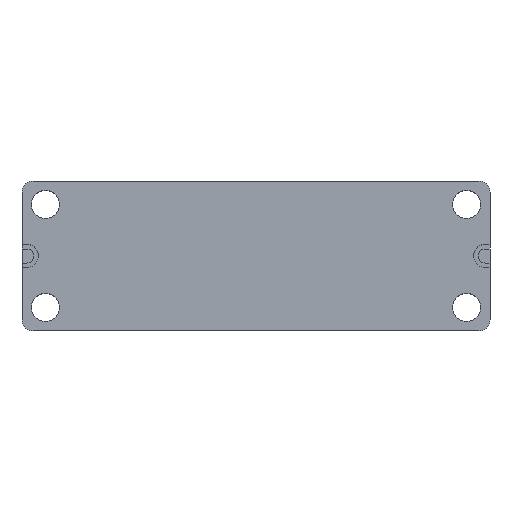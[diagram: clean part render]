
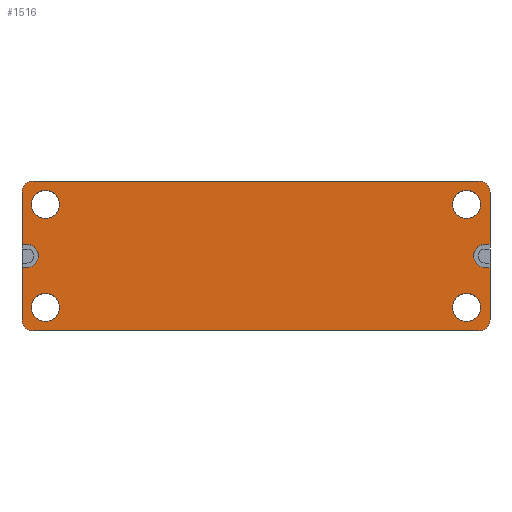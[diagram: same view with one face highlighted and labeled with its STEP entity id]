
A CAD part, top view. The second image highlights one B-rep face of the part: STEP entity #1516.
In plain terms, the highlighted planar face has unit normal (0, 0, 1).
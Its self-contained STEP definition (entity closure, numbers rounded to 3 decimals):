
#936=CARTESIAN_POINT('',(-10.668,-2.795,2.794));
#937=VERTEX_POINT('',#936);
#953=CARTESIAN_POINT('',(-12.192,-2.795,2.794));
#954=VERTEX_POINT('',#953);
#961=CARTESIAN_POINT('',(-11.43,-2.795,2.794));
#962=DIRECTION('',(0.0,0.0,-1.0));
#963=DIRECTION('',(1.0,0.0,0.0));
#964=AXIS2_PLACEMENT_3D('',#961,#962,#963);
#965=CIRCLE('',#964,0.762);
#966=EDGE_CURVE('',#937,#954,#965,.T.);
#978=CARTESIAN_POINT('',(-10.668,2.795,2.794));
#979=VERTEX_POINT('',#978);
#995=CARTESIAN_POINT('',(-12.192,2.795,2.794));
#996=VERTEX_POINT('',#995);
#1003=CARTESIAN_POINT('',(-11.43,2.795,2.794));
#1004=DIRECTION('',(0.0,0.0,-1.0));
#1005=DIRECTION('',(1.0,0.0,0.0));
#1006=AXIS2_PLACEMENT_3D('',#1003,#1004,#1005);
#1007=CIRCLE('',#1006,0.762);
#1008=EDGE_CURVE('',#979,#996,#1007,.T.);
#1020=CARTESIAN_POINT('',(12.192,-2.795,2.794));
#1021=VERTEX_POINT('',#1020);
#1037=CARTESIAN_POINT('',(10.668,-2.795,2.794));
#1038=VERTEX_POINT('',#1037);
#1045=CARTESIAN_POINT('',(11.43,-2.795,2.794));
#1046=DIRECTION('',(0.0,0.0,-1.0));
#1047=DIRECTION('',(1.0,0.0,0.0));
#1048=AXIS2_PLACEMENT_3D('',#1045,#1046,#1047);
#1049=CIRCLE('',#1048,0.762);
#1050=EDGE_CURVE('',#1021,#1038,#1049,.T.);
#1062=CARTESIAN_POINT('',(12.192,2.795,2.794));
#1063=VERTEX_POINT('',#1062);
#1079=CARTESIAN_POINT('',(10.668,2.795,2.794));
#1080=VERTEX_POINT('',#1079);
#1087=CARTESIAN_POINT('',(11.43,2.795,2.794));
#1088=DIRECTION('',(0.0,0.0,-1.0));
#1089=DIRECTION('',(1.0,0.0,0.0));
#1090=AXIS2_PLACEMENT_3D('',#1087,#1088,#1089);
#1091=CIRCLE('',#1090,0.762);
#1092=EDGE_CURVE('',#1063,#1080,#1091,.T.);
#1103=CARTESIAN_POINT('',(11.43,2.795,2.794));
#1104=DIRECTION('',(0.0,0.0,-1.0));
#1105=DIRECTION('',(1.0,0.0,0.0));
#1106=AXIS2_PLACEMENT_3D('',#1103,#1104,#1105);
#1107=CIRCLE('',#1106,0.762);
#1108=EDGE_CURVE('',#1080,#1063,#1107,.T.);
#1127=CARTESIAN_POINT('',(11.43,-2.795,2.794));
#1128=DIRECTION('',(0.0,0.0,-1.0));
#1129=DIRECTION('',(1.0,0.0,0.0));
#1130=AXIS2_PLACEMENT_3D('',#1127,#1128,#1129);
#1131=CIRCLE('',#1130,0.762);
#1132=EDGE_CURVE('',#1038,#1021,#1131,.T.);
#1150=CARTESIAN_POINT('',(12.7,3.465,2.794));
#1151=VERTEX_POINT('',#1150);
#1152=CARTESIAN_POINT('',(12.7,0.635,2.794));
#1153=VERTEX_POINT('',#1152);
#1154=CARTESIAN_POINT('',(12.7,3.465,2.794));
#1155=DIRECTION('',(0.0,-1.0,0.0));
#1156=VECTOR('',#1155,2.83);
#1157=LINE('',#1154,#1156);
#1158=EDGE_CURVE('',#1151,#1153,#1157,.T.);
#1190=CARTESIAN_POINT('',(12.446,0.635,2.794));
#1191=VERTEX_POINT('',#1190);
#1192=CARTESIAN_POINT('',(12.7,0.635,2.794));
#1193=DIRECTION('',(-1.0,0.0,0.0));
#1194=VECTOR('',#1193,0.254);
#1195=LINE('',#1192,#1194);
#1196=EDGE_CURVE('',#1153,#1191,#1195,.T.);
#1221=CARTESIAN_POINT('',(12.446,-0.635,2.794));
#1222=VERTEX_POINT('',#1221);
#1223=CARTESIAN_POINT('',(12.446,0.,2.794));
#1224=DIRECTION('',(0.0,0.0,1.0));
#1225=DIRECTION('',(-1.0,0.0,0.0));
#1226=AXIS2_PLACEMENT_3D('',#1223,#1224,#1225);
#1227=CIRCLE('',#1226,0.635);
#1228=EDGE_CURVE('',#1191,#1222,#1227,.T.);
#1254=CARTESIAN_POINT('',(12.7,-0.635,2.794));
#1255=VERTEX_POINT('',#1254);
#1256=CARTESIAN_POINT('',(12.446,-0.635,2.794));
#1257=DIRECTION('',(1.0,0.0,0.0));
#1258=VECTOR('',#1257,0.254);
#1259=LINE('',#1256,#1258);
#1260=EDGE_CURVE('',#1222,#1255,#1259,.T.);
#1285=CARTESIAN_POINT('',(12.7,-3.465,2.794));
#1286=VERTEX_POINT('',#1285);
#1287=CARTESIAN_POINT('',(12.7,-0.635,2.794));
#1288=DIRECTION('',(0.0,-1.0,0.0));
#1289=VECTOR('',#1288,2.83);
#1290=LINE('',#1287,#1289);
#1291=EDGE_CURVE('',#1255,#1286,#1290,.T.);
#1316=CARTESIAN_POINT('',(12.1,-4.065,2.794));
#1317=VERTEX_POINT('',#1316);
#1318=CARTESIAN_POINT('',(12.1,-3.465,2.794));
#1319=DIRECTION('',(0.0,0.0,-1.0));
#1320=DIRECTION('',(0.707,-0.707,0.0));
#1321=AXIS2_PLACEMENT_3D('',#1318,#1319,#1320);
#1322=CIRCLE('',#1321,0.6);
#1323=EDGE_CURVE('',#1286,#1317,#1322,.T.);
#1349=CARTESIAN_POINT('',(12.1,4.065,2.794));
#1350=VERTEX_POINT('',#1349);
#1351=CARTESIAN_POINT('',(12.1,3.465,2.794));
#1352=DIRECTION('',(0.0,0.0,-1.0));
#1353=DIRECTION('',(0.707,0.707,0.0));
#1354=AXIS2_PLACEMENT_3D('',#1351,#1352,#1353);
#1355=CIRCLE('',#1354,0.6);
#1356=EDGE_CURVE('',#1350,#1151,#1355,.T.);
#1382=CARTESIAN_POINT('',(-12.1,-4.065,2.794));
#1383=VERTEX_POINT('',#1382);
#1384=CARTESIAN_POINT('',(12.1,-4.065,2.794));
#1385=DIRECTION('',(-1.0,0.0,0.0));
#1386=VECTOR('',#1385,24.2);
#1387=LINE('',#1384,#1386);
#1388=EDGE_CURVE('',#1317,#1383,#1387,.T.);
#1408=CARTESIAN_POINT('',(7.62,0.,2.794));
#1409=DIRECTION('',(0.0,0.0,1.0));
#1410=DIRECTION('',(1.0,0.0,0.0));
#1411=AXIS2_PLACEMENT_3D('',#1408,#1409,#1410);
#1412=PLANE('',#1411);
#1413=CARTESIAN_POINT('',(-12.1,4.065,2.794));
#1414=VERTEX_POINT('',#1413);
#1415=CARTESIAN_POINT('',(-12.1,4.065,2.794));
#1416=DIRECTION('',(1.0,0.0,0.0));
#1417=VECTOR('',#1416,24.2);
#1418=LINE('',#1415,#1417);
#1419=EDGE_CURVE('',#1414,#1350,#1418,.T.);
#1420=ORIENTED_EDGE('',*,*,#1419,.F.);
#1421=CARTESIAN_POINT('',(-12.7,3.465,2.794));
#1422=VERTEX_POINT('',#1421);
#1423=CARTESIAN_POINT('',(-12.1,3.465,2.794));
#1424=DIRECTION('',(0.0,0.0,-1.0));
#1425=DIRECTION('',(-0.707,0.707,0.0));
#1426=AXIS2_PLACEMENT_3D('',#1423,#1424,#1425);
#1427=CIRCLE('',#1426,0.6);
#1428=EDGE_CURVE('',#1422,#1414,#1427,.T.);
#1429=ORIENTED_EDGE('',*,*,#1428,.F.);
#1430=CARTESIAN_POINT('',(-12.7,0.635,2.794));
#1431=VERTEX_POINT('',#1430);
#1432=CARTESIAN_POINT('',(-12.7,0.635,2.794));
#1433=DIRECTION('',(0.0,1.0,0.0));
#1434=VECTOR('',#1433,2.83);
#1435=LINE('',#1432,#1434);
#1436=EDGE_CURVE('',#1431,#1422,#1435,.T.);
#1437=ORIENTED_EDGE('',*,*,#1436,.F.);
#1438=CARTESIAN_POINT('',(-12.446,0.635,2.794));
#1439=VERTEX_POINT('',#1438);
#1440=CARTESIAN_POINT('',(-12.446,0.635,2.794));
#1441=DIRECTION('',(-1.0,0.0,0.0));
#1442=VECTOR('',#1441,0.254);
#1443=LINE('',#1440,#1442);
#1444=EDGE_CURVE('',#1439,#1431,#1443,.T.);
#1445=ORIENTED_EDGE('',*,*,#1444,.F.);
#1446=CARTESIAN_POINT('',(-12.446,-0.635,2.794));
#1447=VERTEX_POINT('',#1446);
#1448=CARTESIAN_POINT('',(-12.446,0.,2.794));
#1449=DIRECTION('',(0.0,0.0,1.0));
#1450=DIRECTION('',(1.0,0.0,0.0));
#1451=AXIS2_PLACEMENT_3D('',#1448,#1449,#1450);
#1452=CIRCLE('',#1451,0.635);
#1453=EDGE_CURVE('',#1447,#1439,#1452,.T.);
#1454=ORIENTED_EDGE('',*,*,#1453,.F.);
#1455=CARTESIAN_POINT('',(-12.7,-0.635,2.794));
#1456=VERTEX_POINT('',#1455);
#1457=CARTESIAN_POINT('',(-12.7,-0.635,2.794));
#1458=DIRECTION('',(1.0,0.0,0.0));
#1459=VECTOR('',#1458,0.254);
#1460=LINE('',#1457,#1459);
#1461=EDGE_CURVE('',#1456,#1447,#1460,.T.);
#1462=ORIENTED_EDGE('',*,*,#1461,.F.);
#1463=CARTESIAN_POINT('',(-12.7,-3.465,2.794));
#1464=VERTEX_POINT('',#1463);
#1465=CARTESIAN_POINT('',(-12.7,-3.465,2.794));
#1466=DIRECTION('',(0.0,1.0,0.0));
#1467=VECTOR('',#1466,2.83);
#1468=LINE('',#1465,#1467);
#1469=EDGE_CURVE('',#1464,#1456,#1468,.T.);
#1470=ORIENTED_EDGE('',*,*,#1469,.F.);
#1471=CARTESIAN_POINT('',(-12.1,-3.465,2.794));
#1472=DIRECTION('',(0.0,0.0,-1.0));
#1473=DIRECTION('',(-0.707,-0.707,0.0));
#1474=AXIS2_PLACEMENT_3D('',#1471,#1472,#1473);
#1475=CIRCLE('',#1474,0.6);
#1476=EDGE_CURVE('',#1383,#1464,#1475,.T.);
#1477=ORIENTED_EDGE('',*,*,#1476,.F.);
#1478=ORIENTED_EDGE('',*,*,#1388,.F.);
#1479=ORIENTED_EDGE('',*,*,#1323,.F.);
#1480=ORIENTED_EDGE('',*,*,#1291,.F.);
#1481=ORIENTED_EDGE('',*,*,#1260,.F.);
#1482=ORIENTED_EDGE('',*,*,#1228,.F.);
#1483=ORIENTED_EDGE('',*,*,#1196,.F.);
#1484=ORIENTED_EDGE('',*,*,#1158,.F.);
#1485=ORIENTED_EDGE('',*,*,#1356,.F.);
#1486=EDGE_LOOP('',(#1420,#1429,#1437,#1445,#1454,#1462,#1470,#1477,#1478,#1479,#1480,#1481,#1482,#1483,#1484,#1485));
#1487=FACE_OUTER_BOUND('',#1486,.T.);
#1488=ORIENTED_EDGE('',*,*,#1092,.T.);
#1489=ORIENTED_EDGE('',*,*,#1108,.T.);
#1490=EDGE_LOOP('',(#1488,#1489));
#1491=FACE_BOUND('',#1490,.T.);
#1492=ORIENTED_EDGE('',*,*,#1050,.T.);
#1493=ORIENTED_EDGE('',*,*,#1132,.T.);
#1494=EDGE_LOOP('',(#1492,#1493));
#1495=FACE_BOUND('',#1494,.T.);
#1496=ORIENTED_EDGE('',*,*,#966,.T.);
#1497=CARTESIAN_POINT('',(-11.43,-2.795,2.794));
#1498=DIRECTION('',(0.0,0.0,-1.0));
#1499=DIRECTION('',(1.0,0.0,0.0));
#1500=AXIS2_PLACEMENT_3D('',#1497,#1498,#1499);
#1501=CIRCLE('',#1500,0.762);
#1502=EDGE_CURVE('',#954,#937,#1501,.T.);
#1503=ORIENTED_EDGE('',*,*,#1502,.T.);
#1504=EDGE_LOOP('',(#1496,#1503));
#1505=FACE_BOUND('',#1504,.T.);
#1506=ORIENTED_EDGE('',*,*,#1008,.T.);
#1507=CARTESIAN_POINT('',(-11.43,2.795,2.794));
#1508=DIRECTION('',(0.0,0.0,-1.0));
#1509=DIRECTION('',(1.0,0.0,0.0));
#1510=AXIS2_PLACEMENT_3D('',#1507,#1508,#1509);
#1511=CIRCLE('',#1510,0.762);
#1512=EDGE_CURVE('',#996,#979,#1511,.T.);
#1513=ORIENTED_EDGE('',*,*,#1512,.T.);
#1514=EDGE_LOOP('',(#1506,#1513));
#1515=FACE_BOUND('',#1514,.T.);
#1516=ADVANCED_FACE('',(#1487,#1491,#1495,#1505,#1515),#1412,.T.);
